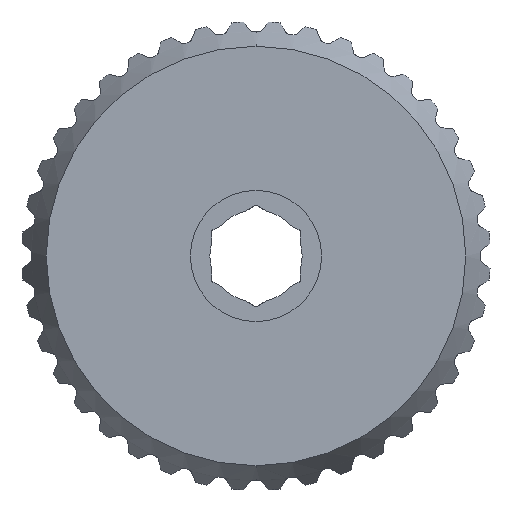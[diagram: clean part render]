
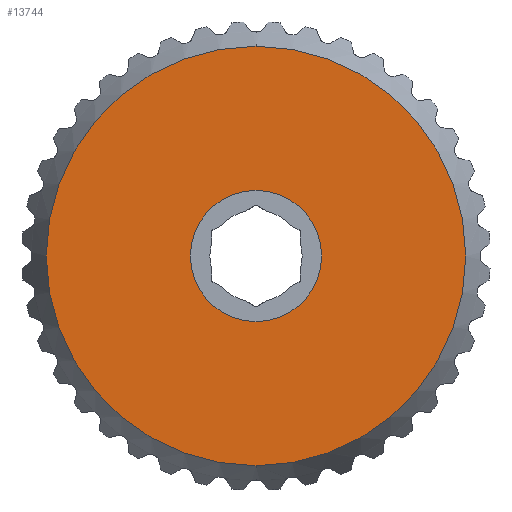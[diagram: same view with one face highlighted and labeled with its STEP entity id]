
A CAD part, front view. The second image highlights one B-rep face of the part: STEP entity #13744.
In plain terms, the highlighted planar face has unit normal (0, -1, 0).
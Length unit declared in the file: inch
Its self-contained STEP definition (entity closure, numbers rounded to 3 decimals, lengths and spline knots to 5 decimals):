
#606 = AXIS2_PLACEMENT_3D ( 'NONE', #9938, #2186, #11235 ) ;
#821 = DIRECTION ( 'NONE',  ( 0., 1., 0. ) ) ;
#1176 = CARTESIAN_POINT ( 'NONE',  ( 0., -0.17712, 0. ) ) ;
#2186 = DIRECTION ( 'NONE',  ( 0., 1., 0. ) ) ;
#2315 = CIRCLE ( 'NONE', #13795, 0.89568 ) ;
#2897 = CARTESIAN_POINT ( 'NONE',  ( 0., -0.17712, 0.89568 ) ) ;
#3018 = CIRCLE ( 'NONE', #8533, 0.89568 ) ;
#3105 = CARTESIAN_POINT ( 'NONE',  ( 0., -0.17712, 0.28 ) ) ;
#3379 = VERTEX_POINT ( 'NONE', #2897 ) ;
#4406 = CARTESIAN_POINT ( 'NONE',  ( 0., -0.17712, -0.89568 ) ) ;
#4662 = DIRECTION ( 'NONE',  ( 0., 1., 0. ) ) ;
#5000 = VERTEX_POINT ( 'NONE', #3105 ) ;
#6028 = ORIENTED_EDGE ( 'NONE', *, *, #12511, .T. ) ;
#6225 = AXIS2_PLACEMENT_3D ( 'NONE', #14051, #6237, #15410 ) ;
#6237 = DIRECTION ( 'NONE',  ( 0., 1., 0. ) ) ;
#6372 = DIRECTION ( 'NONE',  ( 0., 0., 1. ) ) ;
#7510 = PLANE ( 'NONE',  #12588 ) ;
#7978 = FACE_BOUND ( 'NONE', #10102, .T. ) ;
#8533 = AXIS2_PLACEMENT_3D ( 'NONE', #8606, #821, #9899 ) ;
#8605 = VERTEX_POINT ( 'NONE', #4406 ) ;
#8606 = CARTESIAN_POINT ( 'NONE',  ( 0., -0.17712, 0. ) ) ;
#9899 = DIRECTION ( 'NONE',  ( 0., 0., 1. ) ) ;
#9938 = CARTESIAN_POINT ( 'NONE',  ( 0., -0.17712, 0. ) ) ;
#10102 = EDGE_LOOP ( 'NONE', ( #6028, #16210 ) ) ;
#10534 = EDGE_CURVE ( 'NONE', #16842, #5000, #10915, .T. ) ;
#10915 = CIRCLE ( 'NONE', #6225, 0.28 ) ;
#11235 = DIRECTION ( 'NONE',  ( 0., 0., 1. ) ) ;
#11348 = EDGE_CURVE ( 'NONE', #3379, #8605, #3018, .T. ) ;
#11617 = ORIENTED_EDGE ( 'NONE', *, *, #13253, .F. ) ;
#12410 = CARTESIAN_POINT ( 'NONE',  ( 0., -0.17712, 0. ) ) ;
#12511 = EDGE_CURVE ( 'NONE', #5000, #16842, #16807, .T. ) ;
#12564 = ORIENTED_EDGE ( 'NONE', *, *, #11348, .F. ) ;
#12588 = AXIS2_PLACEMENT_3D ( 'NONE', #1176, #14196, #6372 ) ;
#13253 = EDGE_CURVE ( 'NONE', #8605, #3379, #2315, .T. ) ;
#13270 = FACE_OUTER_BOUND ( 'NONE', #15161, .T. ) ;
#13737 = DIRECTION ( 'NONE',  ( 0., 0., 1. ) ) ;
#13744 = ADVANCED_FACE ( 'NONE', ( #13270, #7978 ), #7510, .F. ) ;
#13795 = AXIS2_PLACEMENT_3D ( 'NONE', #12410, #4662, #13737 ) ;
#14051 = CARTESIAN_POINT ( 'NONE',  ( 0., -0.17712, 0. ) ) ;
#14196 = DIRECTION ( 'NONE',  ( 0., 1., 0. ) ) ;
#15161 = EDGE_LOOP ( 'NONE', ( #12564, #11617 ) ) ;
#15410 = DIRECTION ( 'NONE',  ( 0., 0., 1. ) ) ;
#15666 = CARTESIAN_POINT ( 'NONE',  ( 0., -0.17712, -0.28 ) ) ;
#16210 = ORIENTED_EDGE ( 'NONE', *, *, #10534, .T. ) ;
#16807 = CIRCLE ( 'NONE', #606, 0.28 ) ;
#16842 = VERTEX_POINT ( 'NONE', #15666 ) ;
